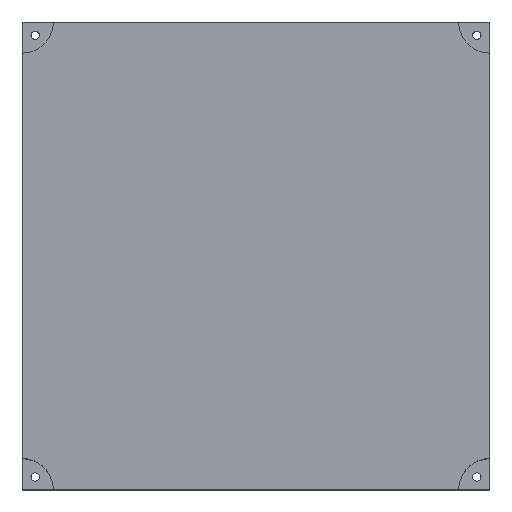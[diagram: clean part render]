
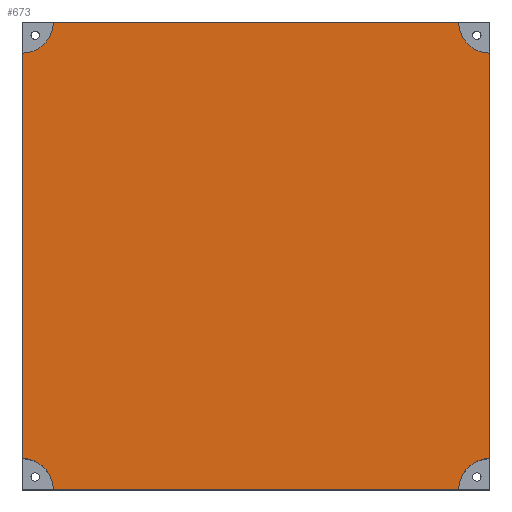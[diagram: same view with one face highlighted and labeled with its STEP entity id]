
A CAD part, top view. The second image highlights one B-rep face of the part: STEP entity #673.
In plain terms, the highlighted planar face has unit normal (0, 0, 1).
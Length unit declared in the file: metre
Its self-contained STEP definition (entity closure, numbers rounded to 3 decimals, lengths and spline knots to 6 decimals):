
#13=CIRCLE('',#692,0.012);
#16=CIRCLE('',#697,0.012);
#19=CIRCLE('',#702,0.012);
#31=CIRCLE('',#730,0.012);
#222=ORIENTED_EDGE('',*,*,#315,.F.);
#223=ORIENTED_EDGE('',*,*,#238,.T.);
#224=ORIENTED_EDGE('',*,*,#244,.T.);
#225=ORIENTED_EDGE('',*,*,#250,.F.);
#226=ORIENTED_EDGE('',*,*,#254,.F.);
#227=ORIENTED_EDGE('',*,*,#260,.F.);
#228=ORIENTED_EDGE('',*,*,#264,.T.);
#229=ORIENTED_EDGE('',*,*,#268,.T.);
#238=EDGE_CURVE('',#329,#328,#392,.T.);
#244=EDGE_CURVE('',#328,#333,#13,.T.);
#250=EDGE_CURVE('',#338,#333,#401,.T.);
#254=EDGE_CURVE('',#340,#338,#16,.T.);
#260=EDGE_CURVE('',#345,#340,#408,.T.);
#264=EDGE_CURVE('',#345,#347,#19,.T.);
#268=EDGE_CURVE('',#347,#349,#414,.T.);
#315=EDGE_CURVE('',#329,#349,#31,.T.);
#328=VERTEX_POINT('',#952);
#329=VERTEX_POINT('',#954);
#333=VERTEX_POINT('',#964);
#338=VERTEX_POINT('',#976);
#340=VERTEX_POINT('',#983);
#345=VERTEX_POINT('',#995);
#347=VERTEX_POINT('',#1002);
#349=VERTEX_POINT('',#1009);
#392=LINE('',#953,#454);
#401=LINE('',#977,#463);
#408=LINE('',#996,#470);
#414=LINE('',#1010,#476);
#454=VECTOR('',#760,1.);
#463=VECTOR('',#779,1.);
#470=VECTOR('',#796,1.);
#476=VECTOR('',#810,1.);
#561=EDGE_LOOP('',(#222,#223,#224,#225,#226,#227,#228,#229));
#615=FACE_BOUND('',#561,.T.);
#640=PLANE('',#749);
#673=ADVANCED_FACE('',(#615),#640,.T.);
#692=AXIS2_PLACEMENT_3D('',#965,#769,#770);
#697=AXIS2_PLACEMENT_3D('',#984,#786,#787);
#702=AXIS2_PLACEMENT_3D('',#1003,#803,#804);
#730=AXIS2_PLACEMENT_3D('',#1102,#898,#899);
#749=AXIS2_PLACEMENT_3D('',#1129,#936,#937);
#760=DIRECTION('',(0.,-1.,0.));
#769=DIRECTION('',(0.,0.,-1.));
#770=DIRECTION('',(1.,0.,0.));
#779=DIRECTION('',(-1.,0.,0.));
#786=DIRECTION('',(0.,0.,1.));
#787=DIRECTION('',(1.,0.,0.));
#796=DIRECTION('',(0.,-1.,0.));
#803=DIRECTION('',(0.,0.,-1.));
#804=DIRECTION('',(1.,0.,0.));
#810=DIRECTION('',(-1.,0.,0.));
#898=DIRECTION('',(0.,0.,1.));
#899=DIRECTION('',(1.,0.,0.));
#936=DIRECTION('',(0.,0.,1.));
#937=DIRECTION('',(1.,0.,0.));
#952=CARTESIAN_POINT('',(-0.09,-0.078,0.07));
#953=CARTESIAN_POINT('',(-0.09,0.,0.07));
#954=CARTESIAN_POINT('',(-0.09,0.078,0.07));
#964=CARTESIAN_POINT('',(-0.078,-0.09,0.07));
#965=CARTESIAN_POINT('',(-0.09,-0.09,0.07));
#976=CARTESIAN_POINT('',(0.078,-0.09,0.07));
#977=CARTESIAN_POINT('',(0.,-0.09,0.07));
#983=CARTESIAN_POINT('',(0.09,-0.078,0.07));
#984=CARTESIAN_POINT('',(0.09,-0.09,0.07));
#995=CARTESIAN_POINT('',(0.09,0.078,0.07));
#996=CARTESIAN_POINT('',(0.09,0.,0.07));
#1002=CARTESIAN_POINT('',(0.078,0.09,0.07));
#1003=CARTESIAN_POINT('',(0.09,0.09,0.07));
#1009=CARTESIAN_POINT('',(-0.078,0.09,0.07));
#1010=CARTESIAN_POINT('',(0.,0.09,0.07));
#1102=CARTESIAN_POINT('',(-0.09,0.09,0.07));
#1129=CARTESIAN_POINT('',(0.,0.,0.07));
